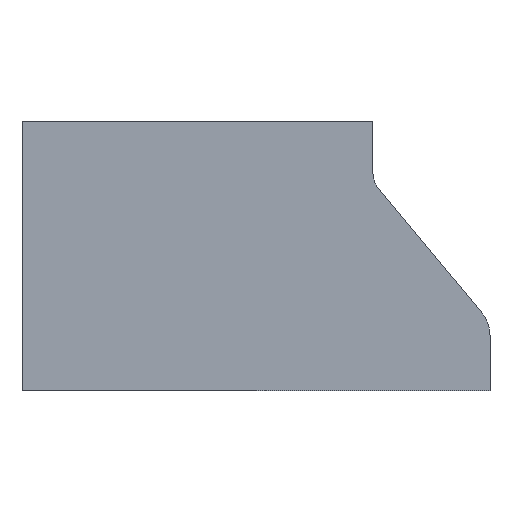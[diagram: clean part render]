
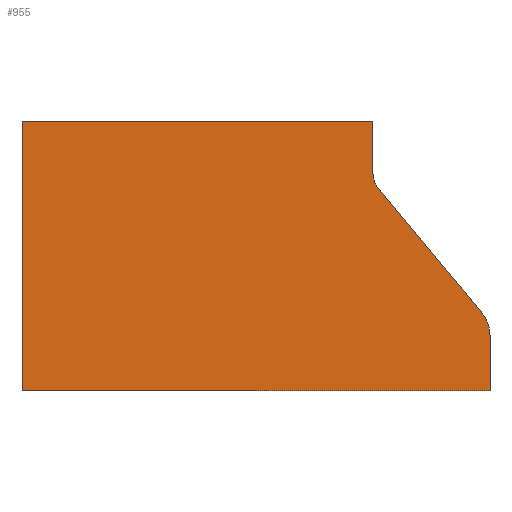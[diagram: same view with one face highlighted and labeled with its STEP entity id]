
A CAD part, front view. The second image highlights one B-rep face of the part: STEP entity #955.
In plain terms, the highlighted planar face has unit normal (0, -1, 0).
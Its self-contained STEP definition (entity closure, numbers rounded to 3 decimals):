
#17 = AXIS2_PLACEMENT_3D ( 'NONE', #652, #660, #661 ) ;
#37 = CARTESIAN_POINT ( 'NONE',  ( 150., 0., 0. ) ) ;
#38 = CARTESIAN_POINT ( 'NONE',  ( 450., 0., 0. ) ) ;
#86 = CARTESIAN_POINT ( 'NONE',  ( 550., 0., -182.603 ) ) ;
#113 = CARTESIAN_POINT ( 'NONE',  ( 450., 0., -44.501 ) ) ;
#115 = CARTESIAN_POINT ( 'NONE',  ( 543.047, 0., -163.398 ) ) ;
#123 = CARTESIAN_POINT ( 'NONE',  ( 550., 0., -230. ) ) ;
#141 = CARTESIAN_POINT ( 'NONE',  ( 454.636, 0., -57.304 ) ) ;
#147 = CARTESIAN_POINT ( 'NONE',  ( 150., 0., -230. ) ) ;
#246 = CARTESIAN_POINT ( 'NONE',  ( 550., 0., -182.603 ) ) ;
#248 = DIRECTION ( 'NONE',  ( 0., 0., 1. ) ) ;
#250 = DIRECTION ( 'NONE',  ( -1., 0., 0. ) ) ;
#251 = CARTESIAN_POINT ( 'NONE',  ( -250., 0., -230. ) ) ;
#252 = DIRECTION ( 'NONE',  ( 1., 0., 0. ) ) ;
#253 = CARTESIAN_POINT ( 'NONE',  ( -150., 0., 0. ) ) ;
#264 = AXIS2_PLACEMENT_3D ( 'NONE', #1662, #1661, #1660 ) ;
#265 = AXIS2_PLACEMENT_3D ( 'NONE', #1648, #1647, #1645 ) ;
#354 = VERTEX_POINT ( 'NONE', #141 ) ;
#366 = VERTEX_POINT ( 'NONE', #86 ) ;
#394 = VERTEX_POINT ( 'NONE', #113 ) ;
#402 = VERTEX_POINT ( 'NONE', #115 ) ;
#422 = VERTEX_POINT ( 'NONE', #123 ) ;
#428 = VERTEX_POINT ( 'NONE', #147 ) ;
#437 = VERTEX_POINT ( 'NONE', #38 ) ;
#439 = VERTEX_POINT ( 'NONE', #37 ) ;
#528 = EDGE_CURVE ( 'NONE', #439, #437, #1342, .T. ) ;
#533 = EDGE_CURVE ( 'NONE', #422, #428, #1348, .T. ) ;
#652 = CARTESIAN_POINT ( 'NONE',  ( -170., 0., -44.501 ) ) ;
#657 = PLANE ( 'NONE',  #17 ) ;
#660 = DIRECTION ( 'NONE',  ( 0., 1., 0. ) ) ;
#661 = DIRECTION ( 'NONE',  ( 0., 0., 1. ) ) ;
#829 = DIRECTION ( 'NONE',  ( 0., 0., 1. ) ) ;
#847 = CARTESIAN_POINT ( 'NONE',  ( 450., 0., 0. ) ) ;
#858 = EDGE_CURVE ( 'NONE', #422, #366, #1384, .T. ) ;
#871 = EDGE_CURVE ( 'NONE', #394, #437, #1404, .T. ) ;
#891 = EDGE_CURVE ( 'NONE', #428, #439, #1440, .T. ) ;
#892 = EDGE_CURVE ( 'NONE', #366, #402, #1442, .T. ) ;
#893 = EDGE_CURVE ( 'NONE', #402, #354, #1444, .T. ) ;
#894 = EDGE_CURVE ( 'NONE', #354, #394, #1445, .T. ) ;
#955 = ADVANCED_FACE ( 'NONE', ( #1547 ), #657, .F. ) ;
#1046 = ORIENTED_EDGE ( 'NONE', *, *, #528, .F. ) ;
#1047 = ORIENTED_EDGE ( 'NONE', *, *, #891, .F. ) ;
#1048 = ORIENTED_EDGE ( 'NONE', *, *, #533, .F. ) ;
#1049 = ORIENTED_EDGE ( 'NONE', *, *, #858, .T. ) ;
#1050 = ORIENTED_EDGE ( 'NONE', *, *, #892, .T. ) ;
#1051 = ORIENTED_EDGE ( 'NONE', *, *, #893, .T. ) ;
#1052 = ORIENTED_EDGE ( 'NONE', *, *, #894, .T. ) ;
#1053 = ORIENTED_EDGE ( 'NONE', *, *, #871, .T. ) ;
#1293 = EDGE_LOOP ( 'NONE', ( #1046, #1047, #1048, #1049, #1050, #1051, #1052, #1053 ) ) ;
#1337 = VECTOR ( 'NONE', #252, 1000. ) ;
#1342 = LINE ( 'NONE', #253, #1337 ) ;
#1348 = LINE ( 'NONE', #251, #1351 ) ;
#1351 = VECTOR ( 'NONE', #250, 1000. ) ;
#1384 = LINE ( 'NONE', #246, #1387 ) ;
#1387 = VECTOR ( 'NONE', #248, 1000. ) ;
#1404 = LINE ( 'NONE', #847, #1409 ) ;
#1409 = VECTOR ( 'NONE', #829, 1000. ) ;
#1440 = LINE ( 'NONE', #1682, #1443 ) ;
#1442 = CIRCLE ( 'NONE', #265, 30. ) ;
#1443 = VECTOR ( 'NONE', #1644, 1000. ) ;
#1444 = LINE ( 'NONE', #1670, #1446 ) ;
#1445 = CIRCLE ( 'NONE', #264, 20. ) ;
#1446 = VECTOR ( 'NONE', #1668, 1000. ) ;
#1547 = FACE_OUTER_BOUND ( 'NONE', #1293, .T. ) ;
#1644 = DIRECTION ( 'NONE',  ( 0., 0., 1. ) ) ;
#1645 = DIRECTION ( 'NONE',  ( 0., 0., 1. ) ) ;
#1647 = DIRECTION ( 'NONE',  ( 0., -1., 0. ) ) ;
#1648 = CARTESIAN_POINT ( 'NONE',  ( 520., 0., -182.603 ) ) ;
#1660 = DIRECTION ( 'NONE',  ( 0., 0., 1. ) ) ;
#1661 = DIRECTION ( 'NONE',  ( 0., 1., 0. ) ) ;
#1662 = CARTESIAN_POINT ( 'NONE',  ( 470., 0., -44.501 ) ) ;
#1668 = DIRECTION ( 'NONE',  ( -0.64, 0., 0.768 ) ) ;
#1670 = CARTESIAN_POINT ( 'NONE',  ( 454.636, 0., -57.304 ) ) ;
#1682 = CARTESIAN_POINT ( 'NONE',  ( 150., 0., 0. ) ) ;
